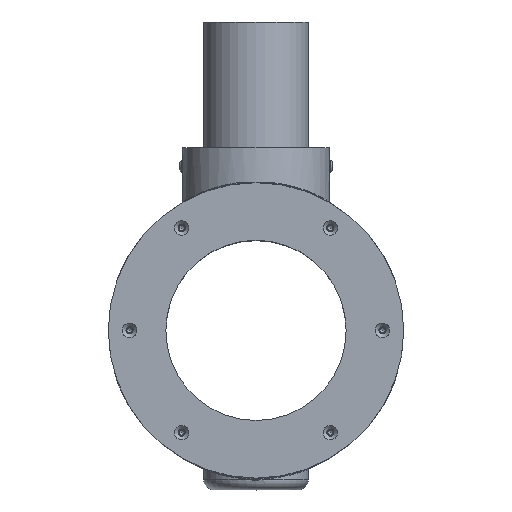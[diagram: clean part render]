
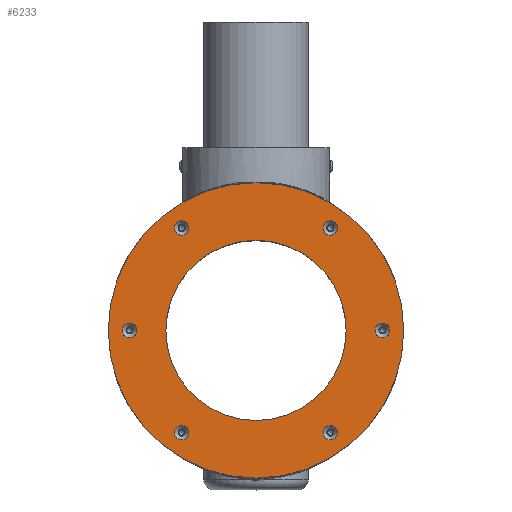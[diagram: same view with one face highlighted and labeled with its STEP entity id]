
A CAD part, top view. The second image highlights one B-rep face of the part: STEP entity #6233.
In plain terms, the highlighted planar face has unit normal (0, 0, 1).
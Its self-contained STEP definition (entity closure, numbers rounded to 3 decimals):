
#18 = DIRECTION ( 'NONE',  ( 0., 0., 1. ) ) ;
#97 = CIRCLE ( 'NONE', #15225, 70.5 ) ;
#1005 = CIRCLE ( 'NONE', #6425, 3.47 ) ;
#1183 = VERTEX_POINT ( 'NONE', #19491 ) ;
#1303 = CARTESIAN_POINT ( 'NONE',  ( 87.039, 93.685, 189.486 ) ) ;
#1421 = CARTESIAN_POINT ( 'NONE',  ( 51.566, 142.509, 189.486 ) ) ;
#1552 = ORIENTED_EDGE ( 'NONE', *, *, #4868, .F. ) ;
#1683 = CARTESIAN_POINT ( 'NONE',  ( 125.981, 142.509, 189.486 ) ) ;
#1864 = DIRECTION ( 'NONE',  ( 1., 0., 0. ) ) ;
#1943 = ORIENTED_EDGE ( 'NONE', *, *, #5719, .F. ) ;
#2101 = CARTESIAN_POINT ( 'NONE',  ( 87.039, 93.685, 189.486 ) ) ;
#2187 = DIRECTION ( 'NONE',  ( 0., 0., 1. ) ) ;
#2218 = DIRECTION ( 'NONE',  ( 0., 0., 1. ) ) ;
#2696 = EDGE_LOOP ( 'NONE', ( #13292 ) ) ;
#3760 = AXIS2_PLACEMENT_3D ( 'NONE', #16980, #2187, #9587 ) ;
#3922 = FACE_BOUND ( 'NONE', #7960, .T. ) ;
#4140 = AXIS2_PLACEMENT_3D ( 'NONE', #16605, #15134, #22551 ) ;
#4750 = ORIENTED_EDGE ( 'NONE', *, *, #15558, .F. ) ;
#4797 = EDGE_CURVE ( 'NONE', #7497, #7497, #9182, .T. ) ;
#4868 = EDGE_CURVE ( 'NONE', #16728, #16728, #9569, .T. ) ;
#4941 = EDGE_CURVE ( 'NONE', #22069, #22069, #8399, .T. ) ;
#5075 = CARTESIAN_POINT ( 'NONE',  ( 157.539, 93.685, 189.486 ) ) ;
#5189 = DIRECTION ( 'NONE',  ( 0., 0., 1. ) ) ;
#5245 = DIRECTION ( 'NONE',  ( 0., 0., 1. ) ) ;
#5719 = EDGE_CURVE ( 'NONE', #20835, #20835, #16587, .T. ) ;
#5918 = CARTESIAN_POINT ( 'NONE',  ( 55.036, 142.509, 189.486 ) ) ;
#6233 = ADVANCED_FACE ( 'NONE', ( #3922, #13035, #7792, #18607, #22372, #22606, #9626, #20769 ), #22133, .T. ) ;
#6325 = DIRECTION ( 'NONE',  ( 1., 0., 0. ) ) ;
#6425 = AXIS2_PLACEMENT_3D ( 'NONE', #10589, #5245, #8638 ) ;
#6580 = EDGE_LOOP ( 'NONE', ( #16943 ) ) ;
#6873 = DIRECTION ( 'NONE',  ( 1., 0., 0. ) ) ;
#7121 = DIRECTION ( 'NONE',  ( 1., 0., 0. ) ) ;
#7312 = EDGE_LOOP ( 'NONE', ( #23568 ) ) ;
#7380 = AXIS2_PLACEMENT_3D ( 'NONE', #1303, #23526, #7121 ) ;
#7497 = VERTEX_POINT ( 'NONE', #1683 ) ;
#7792 = FACE_BOUND ( 'NONE', #10900, .T. ) ;
#7960 = EDGE_LOOP ( 'NONE', ( #1943 ) ) ;
#8000 = VERTEX_POINT ( 'NONE', #15540 ) ;
#8129 = CARTESIAN_POINT ( 'NONE',  ( 55.036, 44.861, 189.486 ) ) ;
#8399 = CIRCLE ( 'NONE', #4140, 3.47 ) ;
#8638 = DIRECTION ( 'NONE',  ( 1., 0., 0. ) ) ;
#9182 = CIRCLE ( 'NONE', #3760, 3.47 ) ;
#9219 = AXIS2_PLACEMENT_3D ( 'NONE', #1421, #5189, #6873 ) ;
#9569 = CIRCLE ( 'NONE', #16922, 3.47 ) ;
#9587 = DIRECTION ( 'NONE',  ( 1., 0., 0. ) ) ;
#9626 = FACE_OUTER_BOUND ( 'NONE', #2696, .T. ) ;
#10580 = EDGE_LOOP ( 'NONE', ( #4750 ) ) ;
#10589 = CARTESIAN_POINT ( 'NONE',  ( 122.511, 44.861, 189.486 ) ) ;
#10900 = EDGE_LOOP ( 'NONE', ( #18405 ) ) ;
#11020 = DIRECTION ( 'NONE',  ( 1., 0., 0. ) ) ;
#11361 = EDGE_CURVE ( 'NONE', #17688, #17688, #97, .T. ) ;
#11436 = DIRECTION ( 'NONE',  ( 1., 0., 0. ) ) ;
#11558 = EDGE_LOOP ( 'NONE', ( #1552 ) ) ;
#11971 = AXIS2_PLACEMENT_3D ( 'NONE', #13387, #18, #1864 ) ;
#13035 = FACE_BOUND ( 'NONE', #11558, .T. ) ;
#13292 = ORIENTED_EDGE ( 'NONE', *, *, #11361, .T. ) ;
#13387 = CARTESIAN_POINT ( 'NONE',  ( 87.039, 93.685, 189.486 ) ) ;
#13619 = DIRECTION ( 'NONE',  ( 0., 0., 1. ) ) ;
#15134 = DIRECTION ( 'NONE',  ( 0., 0., 1. ) ) ;
#15225 = AXIS2_PLACEMENT_3D ( 'NONE', #2101, #2218, #11436 ) ;
#15540 = CARTESIAN_POINT ( 'NONE',  ( 130.039, 93.685, 189.486 ) ) ;
#15558 = EDGE_CURVE ( 'NONE', #1183, #1183, #1005, .T. ) ;
#15906 = CIRCLE ( 'NONE', #7380, 43. ) ;
#16000 = CIRCLE ( 'NONE', #21793, 3.47 ) ;
#16182 = ORIENTED_EDGE ( 'NONE', *, *, #21981, .T. ) ;
#16488 = CARTESIAN_POINT ( 'NONE',  ( 30.159, 93.685, 189.486 ) ) ;
#16587 = CIRCLE ( 'NONE', #9219, 3.47 ) ;
#16605 = CARTESIAN_POINT ( 'NONE',  ( 147.389, 93.685, 189.486 ) ) ;
#16728 = VERTEX_POINT ( 'NONE', #16488 ) ;
#16922 = AXIS2_PLACEMENT_3D ( 'NONE', #21704, #18078, #11020 ) ;
#16943 = ORIENTED_EDGE ( 'NONE', *, *, #4797, .F. ) ;
#16980 = CARTESIAN_POINT ( 'NONE',  ( 122.511, 142.509, 189.486 ) ) ;
#17487 = CARTESIAN_POINT ( 'NONE',  ( 51.566, 44.861, 189.486 ) ) ;
#17688 = VERTEX_POINT ( 'NONE', #5075 ) ;
#18078 = DIRECTION ( 'NONE',  ( 0., 0., 1. ) ) ;
#18405 = ORIENTED_EDGE ( 'NONE', *, *, #22570, .F. ) ;
#18607 = FACE_BOUND ( 'NONE', #10580, .T. ) ;
#19491 = CARTESIAN_POINT ( 'NONE',  ( 125.981, 44.861, 189.486 ) ) ;
#20769 = FACE_BOUND ( 'NONE', #21847, .T. ) ;
#20835 = VERTEX_POINT ( 'NONE', #5918 ) ;
#21704 = CARTESIAN_POINT ( 'NONE',  ( 26.689, 93.685, 189.486 ) ) ;
#21793 = AXIS2_PLACEMENT_3D ( 'NONE', #17487, #13619, #6325 ) ;
#21847 = EDGE_LOOP ( 'NONE', ( #16182 ) ) ;
#21981 = EDGE_CURVE ( 'NONE', #8000, #8000, #15906, .T. ) ;
#22069 = VERTEX_POINT ( 'NONE', #22308 ) ;
#22133 = PLANE ( 'NONE',  #11971 ) ;
#22308 = CARTESIAN_POINT ( 'NONE',  ( 150.859, 93.685, 189.486 ) ) ;
#22372 = FACE_BOUND ( 'NONE', #7312, .T. ) ;
#22551 = DIRECTION ( 'NONE',  ( 1., 0., 0. ) ) ;
#22570 = EDGE_CURVE ( 'NONE', #22574, #22574, #16000, .T. ) ;
#22574 = VERTEX_POINT ( 'NONE', #8129 ) ;
#22606 = FACE_BOUND ( 'NONE', #6580, .T. ) ;
#23526 = DIRECTION ( 'NONE',  ( 0., 0., -1. ) ) ;
#23568 = ORIENTED_EDGE ( 'NONE', *, *, #4941, .F. ) ;
